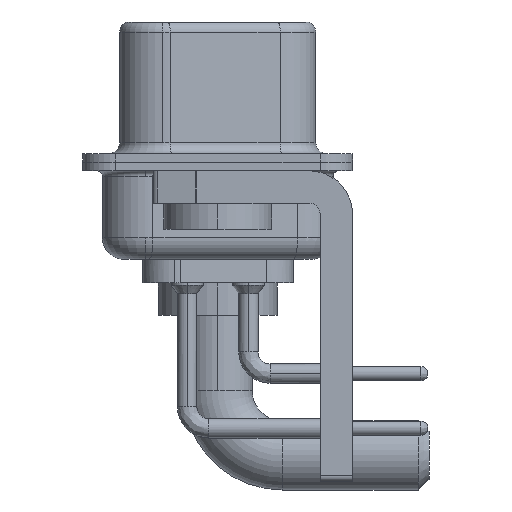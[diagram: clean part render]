
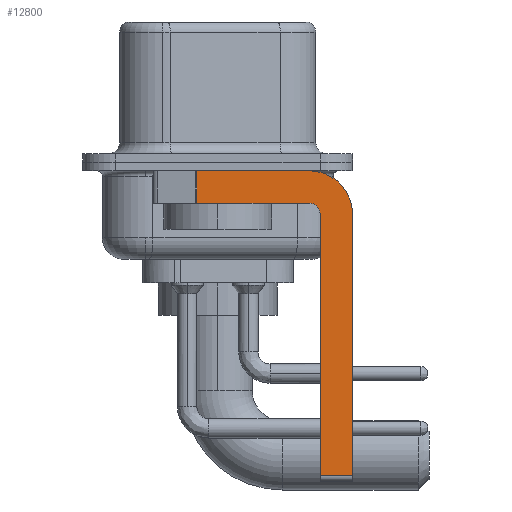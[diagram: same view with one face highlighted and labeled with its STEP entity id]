
A CAD part, left-side view. The second image highlights one B-rep face of the part: STEP entity #12800.
In plain terms, the highlighted planar face has unit normal (-1, 0, 0).
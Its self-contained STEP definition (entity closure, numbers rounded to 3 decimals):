
#51 = CARTESIAN_POINT ( 'NONE',  ( -2.9, -4.25, -0.4 ) ) ;
#905 = CARTESIAN_POINT ( 'NONE',  ( -2.9, 0.978, -0.4 ) ) ;
#1229 = CIRCLE ( 'NONE', #16802, 0.5 ) ;
#1409 = DIRECTION ( 'NONE',  ( 1., 0., 0. ) ) ;
#1964 = CARTESIAN_POINT ( 'NONE',  ( -2.9, -4.75, -14.8 ) ) ;
#3078 = DIRECTION ( 'NONE',  ( 0., 0., -1. ) ) ;
#3987 = FACE_OUTER_BOUND ( 'NONE', #26420, .T. ) ;
#4049 = VERTEX_POINT ( 'NONE', #14471 ) ;
#4326 = ORIENTED_EDGE ( 'NONE', *, *, #20839, .T. ) ;
#4357 = VECTOR ( 'NONE', #3078, 1000. ) ;
#5157 = VECTOR ( 'NONE', #23872, 1000. ) ;
#5489 = EDGE_CURVE ( 'NONE', #14945, #25939, #17307, .T. ) ;
#5502 = VERTEX_POINT ( 'NONE', #905 ) ;
#5906 = CARTESIAN_POINT ( 'NONE',  ( -2.9, -4.25, -2.4 ) ) ;
#5978 = AXIS2_PLACEMENT_3D ( 'NONE', #5906, #8078, #6175 ) ;
#6107 = ORIENTED_EDGE ( 'NONE', *, *, #16772, .F. ) ;
#6175 = DIRECTION ( 'NONE',  ( 0., 0., -1. ) ) ;
#7058 = ORIENTED_EDGE ( 'NONE', *, *, #12732, .F. ) ;
#7064 = VERTEX_POINT ( 'NONE', #12633 ) ;
#7069 = DIRECTION ( 'NONE',  ( -1., 0., 0. ) ) ;
#7910 = ORIENTED_EDGE ( 'NONE', *, *, #5489, .F. ) ;
#8029 = ORIENTED_EDGE ( 'NONE', *, *, #20199, .F. ) ;
#8078 = DIRECTION ( 'NONE',  ( 1., 0., 0. ) ) ;
#8580 = VECTOR ( 'NONE', #26273, 1000. ) ;
#8764 = VECTOR ( 'NONE', #19615, 1000. ) ;
#9445 = EDGE_CURVE ( 'NONE', #21850, #14945, #17089, .T. ) ;
#9975 = PLANE ( 'NONE',  #5978 ) ;
#10114 = LINE ( 'NONE', #1964, #8580 ) ;
#10782 = CARTESIAN_POINT ( 'NONE',  ( -2.9, 3., -0.4 ) ) ;
#11095 = CARTESIAN_POINT ( 'NONE',  ( -2.9, 0.978, -1.9 ) ) ;
#11236 = CARTESIAN_POINT ( 'NONE',  ( -2.9, 0.978, -1.9 ) ) ;
#11552 = CARTESIAN_POINT ( 'NONE',  ( -2.9, -6.25, -2.4 ) ) ;
#11723 = CARTESIAN_POINT ( 'NONE',  ( -2.9, -4.25, -2.4 ) ) ;
#12430 = CARTESIAN_POINT ( 'NONE',  ( -2.9, -4.75, -2.4 ) ) ;
#12622 = DIRECTION ( 'NONE',  ( 0., 1., 0. ) ) ;
#12633 = CARTESIAN_POINT ( 'NONE',  ( -2.9, -4.75, -14.55 ) ) ;
#12732 = EDGE_CURVE ( 'NONE', #7064, #23123, #10114, .T. ) ;
#12760 = CARTESIAN_POINT ( 'NONE',  ( -2.9, -4.25, -1.9 ) ) ;
#12800 = ADVANCED_FACE ( 'NONE', ( #3987 ), #9975, .F. ) ;
#12883 = EDGE_CURVE ( 'NONE', #5502, #21850, #14576, .T. ) ;
#13111 = CARTESIAN_POINT ( 'NONE',  ( -2.9, -6.25, -14.55 ) ) ;
#13474 = VECTOR ( 'NONE', #12622, 1000. ) ;
#13494 = DIRECTION ( 'NONE',  ( 0., 0., -1. ) ) ;
#14471 = CARTESIAN_POINT ( 'NONE',  ( -2.9, -4.25, -1.9 ) ) ;
#14576 = LINE ( 'NONE', #10782, #21130 ) ;
#14945 = VERTEX_POINT ( 'NONE', #11552 ) ;
#15549 = CARTESIAN_POINT ( 'NONE',  ( -2.9, -6.25, -2.4 ) ) ;
#16116 = CARTESIAN_POINT ( 'NONE',  ( -2.9, -4.25, -14.55 ) ) ;
#16772 = EDGE_CURVE ( 'NONE', #23123, #4049, #1229, .T. ) ;
#16802 = AXIS2_PLACEMENT_3D ( 'NONE', #19390, #7069, #24014 ) ;
#17089 = CIRCLE ( 'NONE', #23590, 2. ) ;
#17307 = LINE ( 'NONE', #15549, #8764 ) ;
#19048 = DIRECTION ( 'NONE',  ( 0., -1., 0. ) ) ;
#19164 = EDGE_CURVE ( 'NONE', #7064, #25939, #22087, .T. ) ;
#19390 = CARTESIAN_POINT ( 'NONE',  ( -2.9, -4.25, -2.4 ) ) ;
#19615 = DIRECTION ( 'NONE',  ( 0., 0., -1. ) ) ;
#20199 = EDGE_CURVE ( 'NONE', #4049, #20896, #20613, .T. ) ;
#20613 = LINE ( 'NONE', #12760, #13474 ) ;
#20807 = ORIENTED_EDGE ( 'NONE', *, *, #12883, .F. ) ;
#20839 = EDGE_CURVE ( 'NONE', #5502, #20896, #25756, .T. ) ;
#20896 = VERTEX_POINT ( 'NONE', #11236 ) ;
#21130 = VECTOR ( 'NONE', #19048, 1000. ) ;
#21850 = VERTEX_POINT ( 'NONE', #51 ) ;
#22087 = LINE ( 'NONE', #16116, #5157 ) ;
#23081 = ORIENTED_EDGE ( 'NONE', *, *, #9445, .F. ) ;
#23123 = VERTEX_POINT ( 'NONE', #12430 ) ;
#23590 = AXIS2_PLACEMENT_3D ( 'NONE', #11723, #1409, #13494 ) ;
#23872 = DIRECTION ( 'NONE',  ( 0., -1., 0. ) ) ;
#24014 = DIRECTION ( 'NONE',  ( 0., 0., 1. ) ) ;
#24258 = ORIENTED_EDGE ( 'NONE', *, *, #19164, .T. ) ;
#25756 = LINE ( 'NONE', #11095, #4357 ) ;
#25939 = VERTEX_POINT ( 'NONE', #13111 ) ;
#26273 = DIRECTION ( 'NONE',  ( 0., 0., 1. ) ) ;
#26420 = EDGE_LOOP ( 'NONE', ( #20807, #4326, #8029, #6107, #7058, #24258, #7910, #23081 ) ) ;
